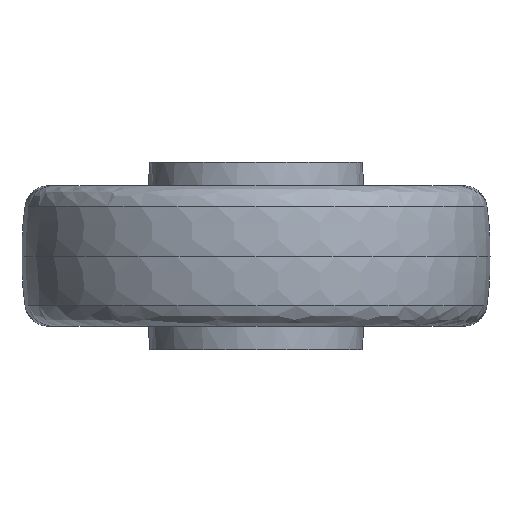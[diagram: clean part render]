
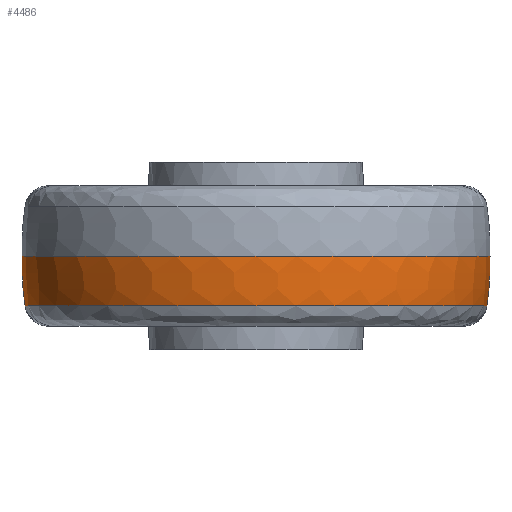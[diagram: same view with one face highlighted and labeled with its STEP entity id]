
A CAD part, front view. The second image highlights one B-rep face of the part: STEP entity #4486.
In plain terms, the highlighted toroidal (fillet/blend) face has major radius 24.98 mm and minor radius 100 mm.
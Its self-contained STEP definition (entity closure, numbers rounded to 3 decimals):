
#206 = CARTESIAN_POINT ( 'NONE',  ( 74.038, 0., -16.007 ) ) ;
#268 = DIRECTION ( 'NONE',  ( 1., 0., 0. ) ) ;
#331 = EDGE_LOOP ( 'NONE', ( #4160, #2634, #3294, #2017 ) ) ;
#396 = CIRCLE ( 'NONE', #701, 100. ) ;
#670 = CARTESIAN_POINT ( 'NONE',  ( 0., 0., -16.007 ) ) ;
#697 = CARTESIAN_POINT ( 'NONE',  ( 24.98, 0., -2.024 ) ) ;
#701 = AXIS2_PLACEMENT_3D ( 'NONE', #3450, #1397, #3796 ) ;
#708 = DIRECTION ( 'NONE',  ( 0., 1., 0. ) ) ;
#720 = DIRECTION ( 'NONE',  ( -1., 0., 0. ) ) ;
#760 = AXIS2_PLACEMENT_3D ( 'NONE', #670, #3084, #1018 ) ;
#949 = CARTESIAN_POINT ( 'NONE',  ( 75., 0., 0. ) ) ;
#958 = AXIS2_PLACEMENT_3D ( 'NONE', #697, #708, #720 ) ;
#1018 = DIRECTION ( 'NONE',  ( 1., 0., 0. ) ) ;
#1074 = EDGE_CURVE ( 'NONE', #3336, #2977, #3721, .T. ) ;
#1397 = DIRECTION ( 'NONE',  ( 0., -1., 0. ) ) ;
#1646 = CARTESIAN_POINT ( 'NONE',  ( 0., 0., 0. ) ) ;
#1703 = CIRCLE ( 'NONE', #2390, 75. ) ;
#1709 = EDGE_CURVE ( 'NONE', #3336, #3974, #2182, .T. ) ;
#1958 = CARTESIAN_POINT ( 'NONE',  ( 0., 0., -2.024 ) ) ;
#2005 = DIRECTION ( 'NONE',  ( -1., 0., 0. ) ) ;
#2017 = ORIENTED_EDGE ( 'NONE', *, *, #3175, .T. ) ;
#2138 = VERTEX_POINT ( 'NONE', #949 ) ;
#2182 = CIRCLE ( 'NONE', #760, 74.038 ) ;
#2263 = CARTESIAN_POINT ( 'NONE',  ( -75., 0., 0. ) ) ;
#2340 = DIRECTION ( 'NONE',  ( 0., 0., 1. ) ) ;
#2390 = AXIS2_PLACEMENT_3D ( 'NONE', #1646, #4057, #2005 ) ;
#2517 = CARTESIAN_POINT ( 'NONE',  ( -74.038, 0., -16.007 ) ) ;
#2634 = ORIENTED_EDGE ( 'NONE', *, *, #1709, .T. ) ;
#2736 = FACE_OUTER_BOUND ( 'NONE', #331, .T. ) ;
#2977 = VERTEX_POINT ( 'NONE', #2263 ) ;
#3084 = DIRECTION ( 'NONE',  ( 0., 0., 1. ) ) ;
#3175 = EDGE_CURVE ( 'NONE', #2138, #2977, #1703, .T. ) ;
#3294 = ORIENTED_EDGE ( 'NONE', *, *, #4102, .T. ) ;
#3332 = TOROIDAL_SURFACE ( 'NONE', #4105, -24.98, 100. ) ;
#3336 = VERTEX_POINT ( 'NONE', #2517 ) ;
#3450 = CARTESIAN_POINT ( 'NONE',  ( -24.98, 0., -2.024 ) ) ;
#3721 = CIRCLE ( 'NONE', #958, 100. ) ;
#3796 = DIRECTION ( 'NONE',  ( 0., 0., -1. ) ) ;
#3974 = VERTEX_POINT ( 'NONE', #206 ) ;
#4057 = DIRECTION ( 'NONE',  ( 0., 0., -1. ) ) ;
#4102 = EDGE_CURVE ( 'NONE', #3974, #2138, #396, .T. ) ;
#4105 = AXIS2_PLACEMENT_3D ( 'NONE', #1958, #2340, #268 ) ;
#4160 = ORIENTED_EDGE ( 'NONE', *, *, #1074, .F. ) ;
#4486 = ADVANCED_FACE ( 'NONE', ( #2736 ), #3332, .T. ) ;
